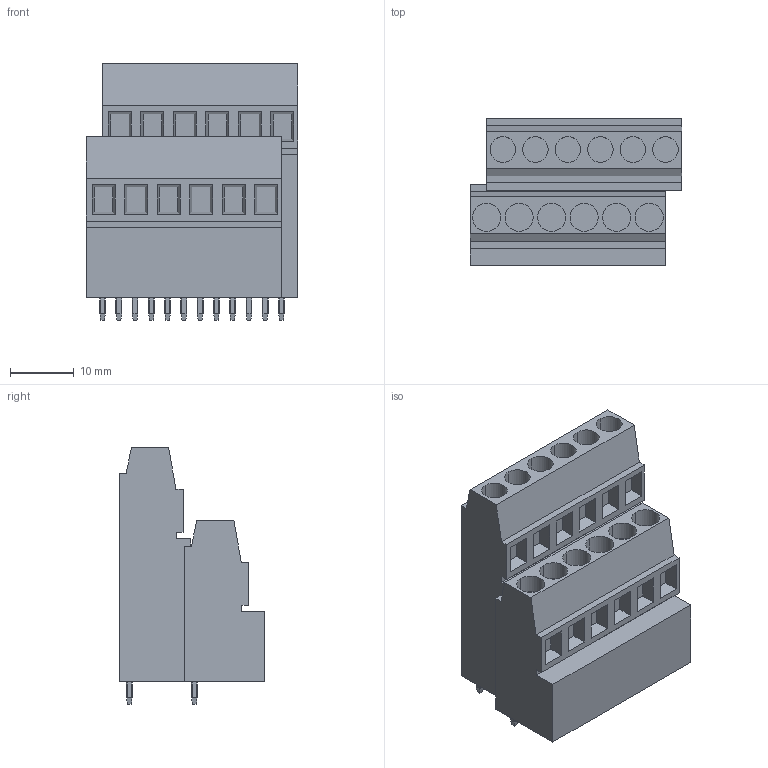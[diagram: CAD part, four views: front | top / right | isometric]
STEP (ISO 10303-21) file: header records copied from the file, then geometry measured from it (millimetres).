
FILE_DESCRIPTION(('CATIA V5 STEP Exchange','CAx-IF Rec.Pracs.--- Model Styling and Organization---1.2---2011-12-15'),'2;1');
FILE_NAME ('D1455726_0_1769280000_1769280000.stp','2018-09-07T15:06:50+00:00',('none'),('Weidmueller'),'CATIA Version 5-6 Release 2014','CATIA V5 STEP AP214','none');
FILE_SCHEMA(('AUTOMOTIVE_DESIGN { 1 0 10303 214 1 1 1 1 }'));
Length unit declared in the file: millimetre
Products named in the file (1): 1769280000
Bounding box: 33.02 x 22.8 x 40.1 mm (x, y, z)
Volume: 18032.4 mm3; surface area: 6149.8 mm2
Topology: 13 solids, 13 shells, 291 faces, 723 edges, 482 vertices
Faces by surface type: plane 267, cylinder 24
Entity records: 8113 total; most frequent: CARTESIAN_POINT 1540, ORIENTED_EDGE 1446, DIRECTION 1103, EDGE_CURVE 723, VECTOR 579, LINE 579, VERTEX_POINT 482, EDGE_LOOP 315
